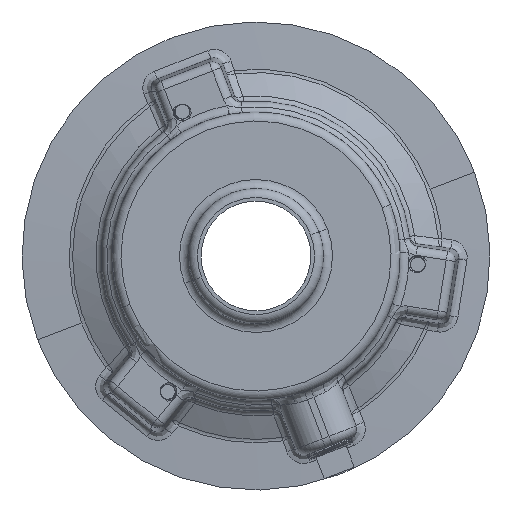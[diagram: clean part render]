
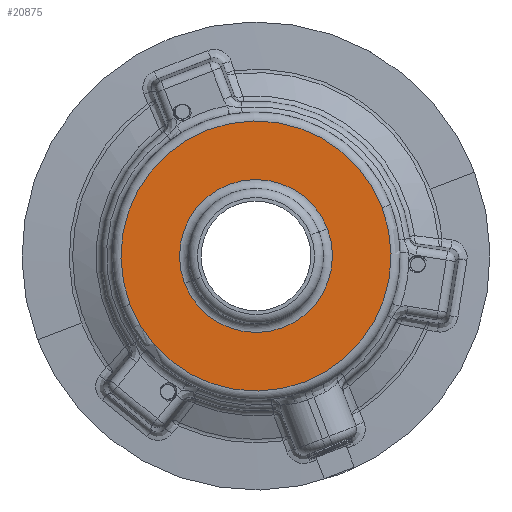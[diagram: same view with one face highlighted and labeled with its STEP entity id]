
A CAD part, front view. The second image highlights one B-rep face of the part: STEP entity #20875.
In plain terms, the highlighted planar face has unit normal (0, -1, 0).
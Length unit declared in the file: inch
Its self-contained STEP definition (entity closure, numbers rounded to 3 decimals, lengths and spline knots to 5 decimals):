
#7757=CARTESIAN_POINT('',(0.,-2.21875,0.));
#7758=DIRECTION('',(0.,-1.,0.));
#7759=DIRECTION('',(1.,0.,0.));
#7760=AXIS2_PLACEMENT_3D('',#7757,#7758,#7759);
#7762=CARTESIAN_POINT('',(0.,-2.21875,0.));
#7763=DIRECTION('',(0.,-1.,0.));
#7764=DIRECTION('',(-1.,0.,0.));
#7765=AXIS2_PLACEMENT_3D('',#7762,#7763,#7764);
#7767=CARTESIAN_POINT('',(0.,-2.21875,0.));
#7768=DIRECTION('',(0.,1.,0.));
#7769=DIRECTION('',(-1.,0.,0.));
#7770=AXIS2_PLACEMENT_3D('',#7767,#7768,#7769);
#7772=CARTESIAN_POINT('',(0.,-2.21875,0.));
#7773=DIRECTION('',(0.,1.,0.));
#7774=DIRECTION('',(1.,0.,0.));
#7775=AXIS2_PLACEMENT_3D('',#7772,#7773,#7774);
#20290=CARTESIAN_POINT('',(1.32788,-2.21875,0.));
#20291=CARTESIAN_POINT('',(-1.32788,-2.21875,0.));
#20292=VERTEX_POINT('',#20290);
#20293=VERTEX_POINT('',#20291);
#20302=CARTESIAN_POINT('',(-2.344,-2.21875,0.));
#20303=CARTESIAN_POINT('',(2.344,-2.21875,0.));
#20304=VERTEX_POINT('',#20302);
#20305=VERTEX_POINT('',#20303);
#20859=CARTESIAN_POINT('',(0.,-2.21875,0.));
#20860=DIRECTION('',(0.,-1.,0.));
#20861=DIRECTION('',(-1.,0.,0.));
#20862=AXIS2_PLACEMENT_3D('',#20859,#20860,#20861);
#20863=PLANE('',#20862);
#20865=ORIENTED_EDGE('',*,*,#20864,.T.);
#20867=ORIENTED_EDGE('',*,*,#20866,.T.);
#20868=EDGE_LOOP('',(#20865,#20867));
#20869=FACE_OUTER_BOUND('',#20868,.F.);
#20871=ORIENTED_EDGE('',*,*,#20870,.T.);
#20872=ORIENTED_EDGE('',*,*,#20849,.T.);
#20873=EDGE_LOOP('',(#20871,#20872));
#20874=FACE_BOUND('',#20873,.F.);
#20875=ADVANCED_FACE('',(#20869,#20874),#20863,.T.);
#7761=CIRCLE('',#7760,1.32788);
#7766=CIRCLE('',#7765,1.32788);
#7771=CIRCLE('',#7770,2.344);
#7776=CIRCLE('',#7775,2.344);
#20849=EDGE_CURVE('',#20293,#20292,#7766,.T.);
#20864=EDGE_CURVE('',#20304,#20305,#7771,.T.);
#20866=EDGE_CURVE('',#20305,#20304,#7776,.T.);
#20870=EDGE_CURVE('',#20292,#20293,#7761,.T.);
